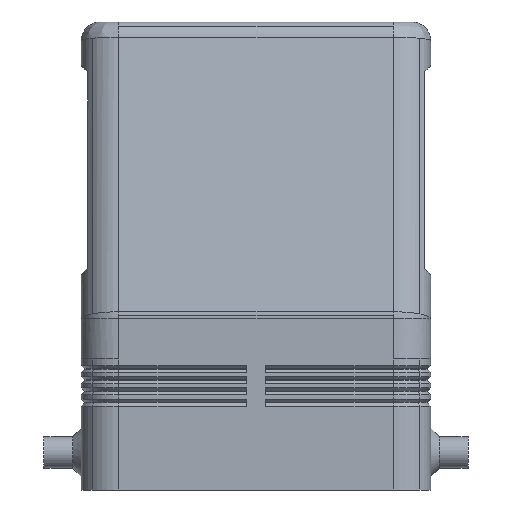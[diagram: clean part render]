
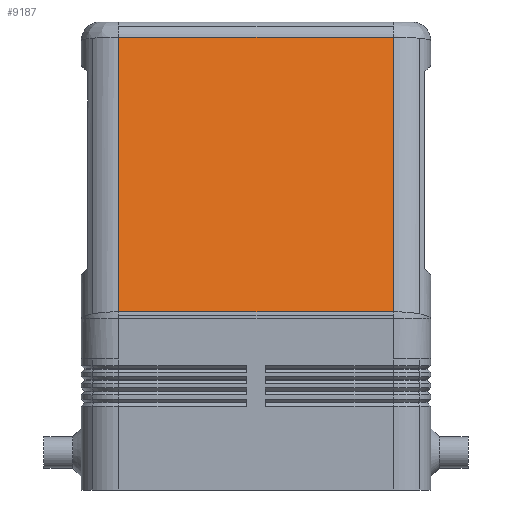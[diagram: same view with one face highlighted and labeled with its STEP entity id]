
A CAD part, left-side view. The second image highlights one B-rep face of the part: STEP entity #9187.
In plain terms, the highlighted planar face has unit normal (-0.982, 0, 0.188).
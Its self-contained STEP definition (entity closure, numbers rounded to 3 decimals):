
#3339=CARTESIAN_POINT('',(-32.466,22.,72.564));
#3340=VERTEX_POINT('',#3339);
#3348=CARTESIAN_POINT('',(-32.466,-22.,72.564));
#3349=VERTEX_POINT('',#3348);
#3350=CARTESIAN_POINT('',(-32.466,22.,72.564));
#3351=DIRECTION('',(0.0,-1.0,0.0));
#3352=VECTOR('',#3351,44.0);
#3353=LINE('',#3350,#3352);
#3354=EDGE_CURVE('',#3340,#3349,#3353,.T.);
#8097=CARTESIAN_POINT('',(-40.893,-22.,28.559));
#8098=VERTEX_POINT('',#8097);
#8132=CARTESIAN_POINT('',(-40.893,22.,28.559));
#8133=VERTEX_POINT('',#8132);
#8134=CARTESIAN_POINT('',(-40.893,-22.,28.559));
#8135=DIRECTION('',(0.0,1.0,0.0));
#8136=VECTOR('',#8135,44.0);
#8137=LINE('',#8134,#8136);
#8138=EDGE_CURVE('',#8098,#8133,#8137,.T.);
#8259=CARTESIAN_POINT('',(-32.466,-22.,72.564));
#8260=DIRECTION('',(-0.188,0.0,-0.982));
#8261=VECTOR('',#8260,44.805);
#8262=LINE('',#8259,#8261);
#8263=EDGE_CURVE('',#3349,#8098,#8262,.T.);
#8653=CARTESIAN_POINT('',(-40.893,22.,28.559));
#8654=DIRECTION('',(0.188,0.0,0.982));
#8655=VECTOR('',#8654,44.805);
#8656=LINE('',#8653,#8655);
#8657=EDGE_CURVE('',#8133,#3340,#8656,.T.);
#9176=CARTESIAN_POINT('',(-32.0,0.0,75.0));
#9177=DIRECTION('',(-0.982,0.0,0.188));
#9178=DIRECTION('',(0.188,0.0,0.982));
#9179=AXIS2_PLACEMENT_3D('',#9176,#9177,#9178);
#9180=PLANE('',#9179);
#9181=ORIENTED_EDGE('',*,*,#8138,.F.);
#9182=ORIENTED_EDGE('',*,*,#8263,.F.);
#9183=ORIENTED_EDGE('',*,*,#3354,.F.);
#9184=ORIENTED_EDGE('',*,*,#8657,.F.);
#9185=EDGE_LOOP('',(#9181,#9182,#9183,#9184));
#9186=FACE_OUTER_BOUND('',#9185,.T.);
#9187=ADVANCED_FACE('',(#9186),#9180,.T.);
